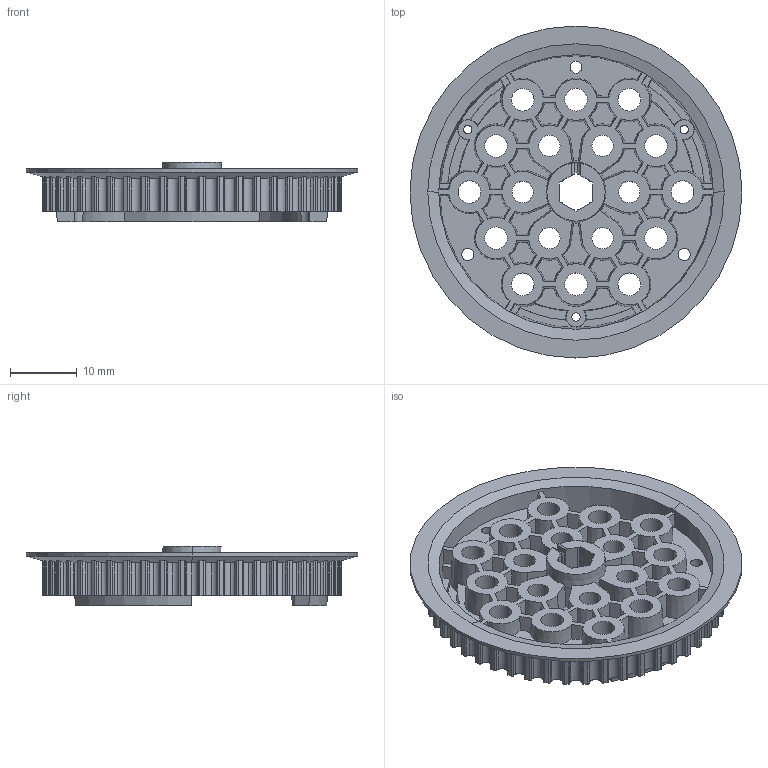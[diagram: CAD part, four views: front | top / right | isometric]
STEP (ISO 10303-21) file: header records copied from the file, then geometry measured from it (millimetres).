
FILE_DESCRIPTION (( 'STEP AP203' ), '1' );
FILE_NAME ('REV-41-1675.STEP', '2019-08-01T22:16:39', ( '' ), ( '' ), 'SwSTEP 2.0', 'SolidWorks 2018', '' );
FILE_SCHEMA (( 'CONFIG_CONTROL_DESIGN' ));
Length unit declared in the file: millimetre
Products named in the file (1): REV-41-1675
Bounding box: 49.84 x 49.84 x 9 mm (x, y, z)
Volume: 5653.2 mm3; surface area: 8280.7 mm2
Topology: 1 solids, 1 shells, 747 faces, 2201 edges, 1464 vertices
Faces by surface type: cylinder 405, plane 221, cone 121
Entity records: 26837 total; most frequent: CARTESIAN_POINT 7016, ORIENTED_EDGE 4402, DIRECTION 4027, EDGE_CURVE 2201, AXIS2_PLACEMENT_3D 1668, VERTEX_POINT 1464, CIRCLE 920, EDGE_LOOP 805
